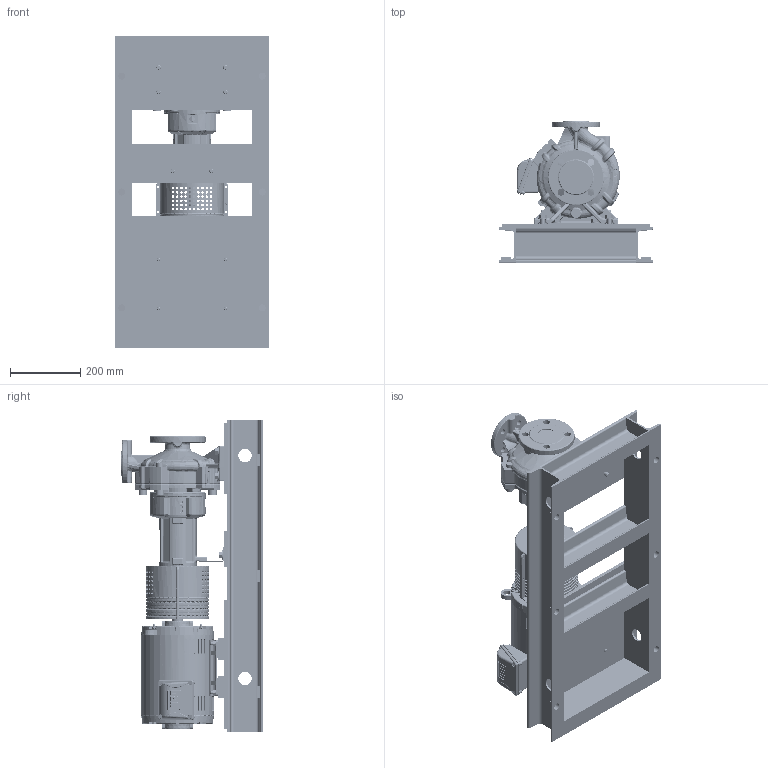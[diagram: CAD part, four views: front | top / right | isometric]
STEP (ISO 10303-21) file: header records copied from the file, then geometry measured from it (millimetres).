
FILE_DESCRIPTION (( 'STEP AP203' ), '1' );
FILE_NAME ('3325254 - NL-HE 2x1.25x6.1-7.5-182_4T-460-2-ODP.step', '2020-12-22T21:21:01', ( '' ), ( '' ), 'SwSTEP 2.0', 'SolidWorks 2020', '' );
FILE_SCHEMA (( 'CONFIG_CONTROL_DESIGN' ));
Length unit declared in the file: inch
Products named in the file (24): 2710278 - NEMA H2 7.5HP 184T 3~208-230_460 ODP[stp]; 2 POLE[stp]_2710278 - NEMA H2 7.5HP 184T 3~208-230_460 ODP; BASE 10# ASSY[stp]_3322764 - NL-HE BASE #3 - BASEKIT 35; 4107249 - 1_2COUPLING GUARD-PP-SG.25[stp]; BASE 10#[stp]_3322636 - NL-HE RAW BASE #3-143_5T,182_4T; PE PLATE[stp]_P.E PLATE #6; 9149641 - Atmos GIGA-N 2x1.25x6.1-D-L4; 3322660 - 3_8in x 0.812in OD ZINC STEEL FLAT WASHER[stp]_98023A031; 10# C CHANNEL[stp]_####### - 10# x 35in; 10# C CHANNEL[stp]_####### - 10# x 13.5in; COUPLING GRD[stp]_3323307 CUT; 3322658 - 1_2in x 1.062in OD ZINC STEEL FLAT WASHER[stp]_91860A033; BBRCKT PLATE[stp]_B.B PLATE #6; 10# ANGLE WASHER[stp]; NL-HE MOT RISER[stp]_3322557 - NL-HE MOT RISER #4A [2.5 x 2 x 0.63]; CONF - BOLT - [1_2in-13][stp]_3323256 - 1_2in-13 x 1in (FT) A307 HD GALV HEX BOLT; 3325254 - NL-HE 2x1.25x6.1-7.5-182_4T-460-2-ODP; MOT PLATE[stp]_MOT PLATE #6; 3322662 - 3_8in-16 ZINC GRADE 5 HEX NUT[stp]_95462A031; DRILLING[stp]_3322976 - NL-HE BASE #3 DRILLED - 35; CONF - BOLT - [1_2in-13][stp]_3323258 - 1_2in-13 x 1.5in A307 HD GALV HEX BOLT; CONF - STUD - [3_8in-16][stp]_3323272 - 3_8in-16 GR.A MGLV STD 2.125in .85inA .60inB
Assembly tree (51 placements, depth 4):
  3325254 - NL-HE 2x1.25x6.1-7.5-182_4T-460-2-ODP
    9149641 - Atmos GIGA-N 2x1.25x6.1-D-L4
    2 POLE[stp]_2710278 - NEMA H2 7.5HP 184T 3~208-230_460 ODP
      2710278 - NEMA H2 7.5HP 184T 3~208-230_460 ODP[stp]
    BASE 10# ASSY[stp]_3322764 - NL-HE BASE #3 - BASEKIT 35
      BASE 10#[stp]_3322636 - NL-HE RAW BASE #3-143_5T,182_4T
        10# C CHANNEL[stp]_####### - 10# x 35in
        10# C CHANNEL[stp]_####### - 10# x 13.5in  x4
        PE PLATE[stp]_P.E PLATE #6
        BBRCKT PLATE[stp]_B.B PLATE #6
        MOT PLATE[stp]_MOT PLATE #6
        10# C CHANNEL[stp]_####### - 10# x 35in
        10# ANGLE WASHER[stp]  x6
      NL-HE MOT RISER[stp]_3322557 - NL-HE MOT RISER #4A [2.5 x 2 x 0.63]  x4
      CONF - BOLT - [1_2in-13][stp]_3323258 - 1_2in-13 x 1.5in A307 HD GALV HEX BOLT  x4
      3322658 - 1_2in x 1.062in OD ZINC STEEL FLAT WASHER[stp]_91860A033  x6
      CONF - BOLT - [1_2in-13][stp]_3323256 - 1_2in-13 x 1in (FT) A307 HD GALV HEX BOLT  x2
      CONF - STUD - [3_8in-16][stp]_3323272 - 3_8in-16 GR.A MGLV STD 2.125in .85inA .60inB  x4
      3322662 - 3_8in-16 ZINC GRADE 5 HEX NUT[stp]_95462A031  x4
      3322660 - 3_8in x 0.812in OD ZINC STEEL FLAT WASHER[stp]_98023A031  x4
    COUPLING GRD[stp]_3323307 CUT
      4107249 - 1_2COUPLING GUARD-PP-SG.25[stp]
      4107249 - 1_2COUPLING GUARD-PP-SG.25[stp]
  DRILLING[stp]_3322976 - NL-HE BASE #3 DRILLED - 35
Bounding box: 438.9 x 402.01 x 889 mm (x, y, z)
Volume: 25026738.2 mm3; surface area: 3007370.9 mm2
Topology: 49 solids, 53 shells, 6103 faces, 15033 edges, 9076 vertices
Faces by surface type: bspline 2327, cylinder 1616, plane 1378, cone 708, sphere 64, torus 10
Entity records: 372558 total; most frequent: CARTESIAN_POINT 256104, ORIENTED_EDGE 28422, DIRECTION 16279, EDGE_CURVE 14211, VERTEX_POINT 8628, B_SPLINE_CURVE_WITH_KNOTS 6562, EDGE_LOOP 6311, AXIS2_PLACEMENT_3D 6158
